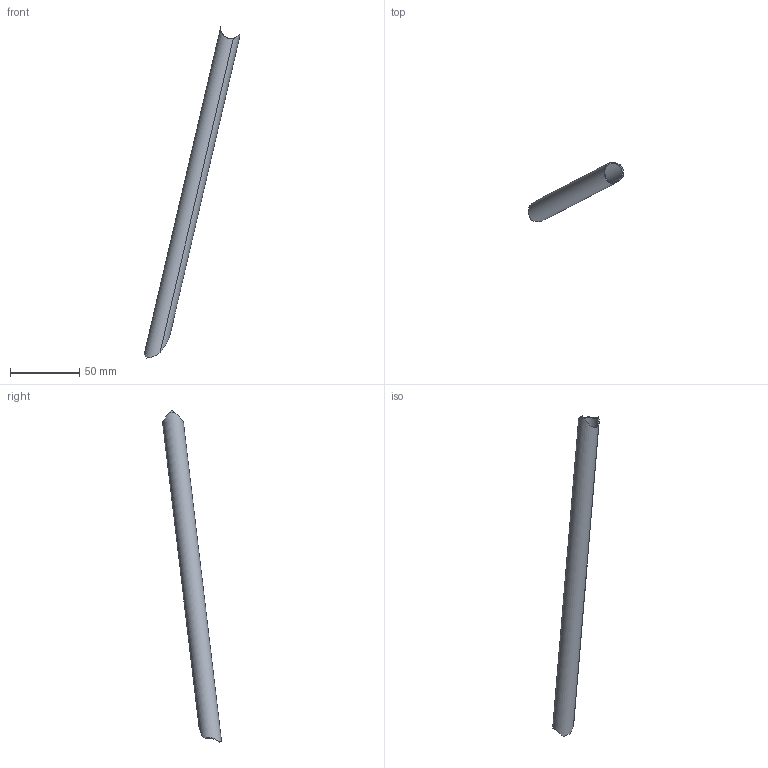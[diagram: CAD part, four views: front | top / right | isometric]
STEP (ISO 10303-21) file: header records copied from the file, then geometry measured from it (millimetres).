
FILE_DESCRIPTION(('STEP AP214'),'1');
FILE_NAME('35.stp','2019-12-01T20:57:21',(' '),(' '),'Spatial InterOp 3D',' ',' ');
FILE_SCHEMA(('AUTOMOTIVE_DESIGN { 1 0 10303 214 1 1 1 1 }'));
Length unit declared in the file: metre
Products named in the file (1): PartBody/Pocket.1
Bounding box: 69.02 x 42.6 x 240.48 mm (x, y, z)
Volume: 7815.6 mm3; surface area: 20958.9 mm2
Topology: 1 solids, 1 shells, 9 faces, 27 edges, 18 vertices
Faces by surface type: cylinder 9
Entity records: 1654 total; most frequent: CARTESIAN_POINT 1237, ORIENTED_EDGE 54, STYLED_ITEM 32, PRESENTATION_STYLE_ASSIGNMENT 32, COLOUR_RGB 32, EDGE_CURVE 27, DIRECTION 27, CURVE_STYLE 22
